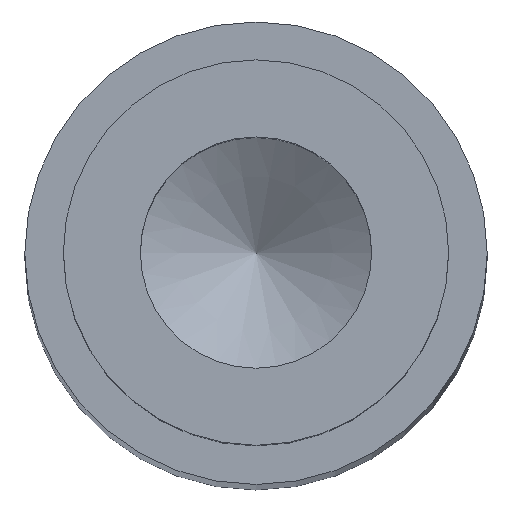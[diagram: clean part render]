
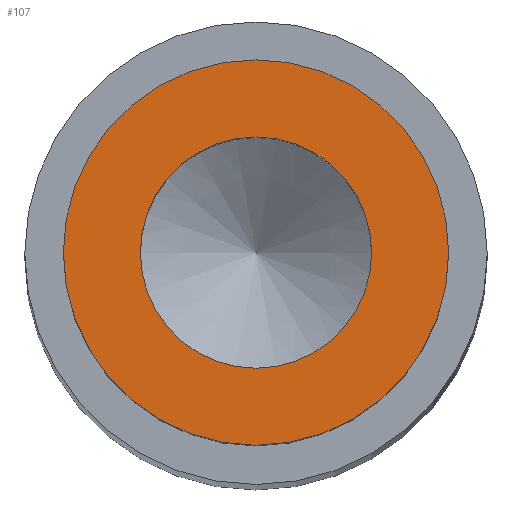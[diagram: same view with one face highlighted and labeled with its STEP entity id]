
A CAD part, top view. The second image highlights one B-rep face of the part: STEP entity #107.
In plain terms, the highlighted planar face has unit normal (0, 0, 1).
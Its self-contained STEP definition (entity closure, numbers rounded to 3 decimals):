
#102=PLANE('',#179);
#107=ADVANCED_FACE('',(#119,#120),#102,.T.);
#119=FACE_BOUND('',#132,.T.);
#120=FACE_BOUND('',#133,.T.);
#132=EDGE_LOOP('',(#144));
#133=EDGE_LOOP('',(#145));
#144=ORIENTED_EDGE('',*,*,#160,.T.);
#145=ORIENTED_EDGE('',*,*,#159,.T.);
#152=VERTEX_POINT('',#225);
#153=VERTEX_POINT('',#228);
#159=EDGE_CURVE('',#152,#152,#165,.T.);
#160=EDGE_CURVE('',#153,#153,#166,.T.);
#165=CIRCLE('',#176,5.);
#166=CIRCLE('',#178,3.);
#176=AXIS2_PLACEMENT_3D('',#224,#199,#200);
#178=AXIS2_PLACEMENT_3D('',#227,#203,#204);
#179=AXIS2_PLACEMENT_3D('',#229,#205,#206);
#199=DIRECTION('',(0.,0.,1.));
#200=DIRECTION('',(1.,0.,0.));
#203=DIRECTION('',(0.,0.,-1.));
#204=DIRECTION('',(-1.,0.,0.));
#205=DIRECTION('',(0.,0.,1.));
#206=DIRECTION('',(1.,0.,0.));
#224=CARTESIAN_POINT('',(0.,0.,92.));
#225=CARTESIAN_POINT('',(5.,0.,92.));
#227=CARTESIAN_POINT('',(0.,0.,92.));
#228=CARTESIAN_POINT('',(-3.,0.,92.));
#229=CARTESIAN_POINT('',(0.,0.,92.));
